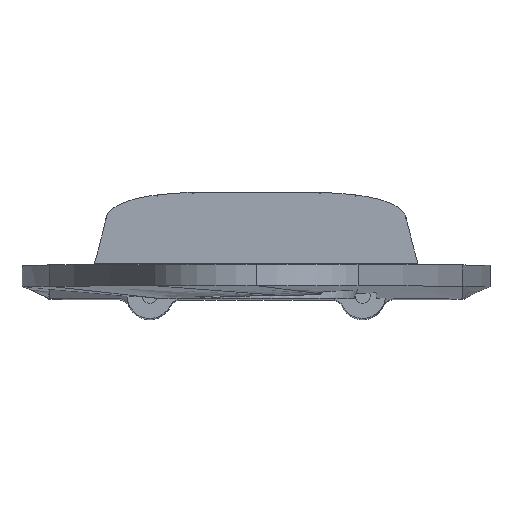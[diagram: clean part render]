
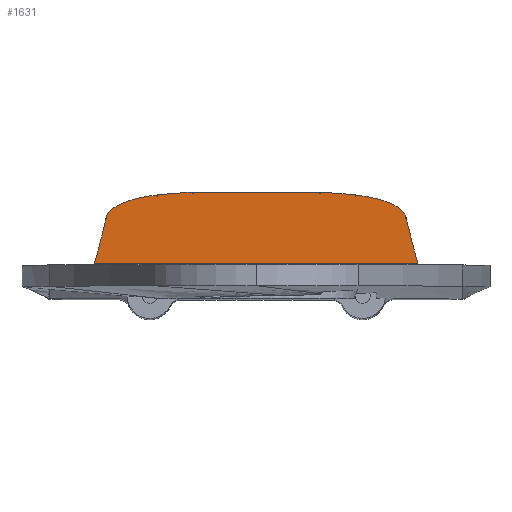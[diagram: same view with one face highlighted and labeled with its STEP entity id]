
A CAD part, top view. The second image highlights one B-rep face of the part: STEP entity #1631.
In plain terms, the highlighted planar face has unit normal (0, 0.951, 0.309).
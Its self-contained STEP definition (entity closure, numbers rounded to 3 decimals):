
#76=ELLIPSE('',#1806,3220.191,3062.584);
#77=ELLIPSE('',#1809,3220.191,3062.584);
#78=ELLIPSE('',#1810,26.889,25.573);
#79=ELLIPSE('',#1811,121.799,115.838);
#80=ELLIPSE('',#1812,121.799,115.838);
#81=ELLIPSE('',#1813,26.889,25.573);
#203=LINE('',#3422,#290);
#204=LINE('',#3431,#291);
#290=VECTOR('',#2144,10.);
#291=VECTOR('',#2153,10.);
#409=FACE_OUTER_BOUND('',#523,.T.);
#523=EDGE_LOOP('',(#1337,#1338,#1339,#1340,#1341,#1342,#1343,#1344));
#786=VERTEX_POINT('',#3387);
#787=VERTEX_POINT('',#3394);
#788=VERTEX_POINT('',#3415);
#789=VERTEX_POINT('',#3424);
#790=VERTEX_POINT('',#3426);
#791=VERTEX_POINT('',#3428);
#792=VERTEX_POINT('',#3430);
#793=VERTEX_POINT('',#3432);
#989=EDGE_CURVE('',#786,#787,#76,.T.);
#993=EDGE_CURVE('',#788,#786,#203,.T.);
#994=EDGE_CURVE('',#789,#788,#77,.T.);
#995=EDGE_CURVE('',#790,#789,#78,.T.);
#996=EDGE_CURVE('',#791,#790,#79,.T.);
#997=EDGE_CURVE('',#791,#792,#204,.T.);
#998=EDGE_CURVE('',#793,#792,#80,.T.);
#999=EDGE_CURVE('',#787,#793,#81,.T.);
#1337=ORIENTED_EDGE('',*,*,#993,.F.);
#1338=ORIENTED_EDGE('',*,*,#994,.F.);
#1339=ORIENTED_EDGE('',*,*,#995,.F.);
#1340=ORIENTED_EDGE('',*,*,#996,.F.);
#1341=ORIENTED_EDGE('',*,*,#997,.T.);
#1342=ORIENTED_EDGE('',*,*,#998,.F.);
#1343=ORIENTED_EDGE('',*,*,#999,.F.);
#1344=ORIENTED_EDGE('',*,*,#989,.F.);
#1568=PLANE('',#1808);
#1631=ADVANCED_FACE('',(#409),#1568,.F.);
#1806=AXIS2_PLACEMENT_3D('',#3395,#2138,#2139);
#1808=AXIS2_PLACEMENT_3D('',#3423,#2145,#2146);
#1809=AXIS2_PLACEMENT_3D('',#3425,#2147,#2148);
#1810=AXIS2_PLACEMENT_3D('',#3427,#2149,#2150);
#1811=AXIS2_PLACEMENT_3D('',#3429,#2151,#2152);
#1812=AXIS2_PLACEMENT_3D('',#3433,#2154,#2155);
#1813=AXIS2_PLACEMENT_3D('',#3434,#2156,#2157);
#2138=DIRECTION('center_axis',(0.,0.951,0.309));
#2139=DIRECTION('ref_axis',(0.,0.309,-0.951));
#2144=DIRECTION('',(-1.,0.,0.));
#2145=DIRECTION('center_axis',(0.,-0.951,-0.309));
#2146=DIRECTION('ref_axis',(0.,-0.309,0.951));
#2147=DIRECTION('center_axis',(0.,0.951,0.309));
#2148=DIRECTION('ref_axis',(0.,0.309,-0.951));
#2149=DIRECTION('center_axis',(0.,-0.951,-0.309));
#2150=DIRECTION('ref_axis',(0.,0.309,-0.951));
#2151=DIRECTION('center_axis',(0.,-0.951,-0.309));
#2152=DIRECTION('ref_axis',(0.,0.309,-0.951));
#2153=DIRECTION('',(-1.,0.,0.));
#2154=DIRECTION('center_axis',(0.,-0.951,-0.309));
#2155=DIRECTION('ref_axis',(0.,0.309,-0.951));
#2156=DIRECTION('center_axis',(0.,-0.951,-0.309));
#2157=DIRECTION('ref_axis',(0.,0.309,-0.951));
#3387=CARTESIAN_POINT('',(-53.608,7.979,-195.33));
#3394=CARTESIAN_POINT('',(-49.662,23.638,-243.522));
#3395=CARTESIAN_POINT('Origin',(-3103.91,97.007,-469.329));
#3415=CARTESIAN_POINT('',(52.825,7.979,-195.33));
#3422=CARTESIAN_POINT('',(37.304,7.979,-195.33));
#3423=CARTESIAN_POINT('Origin',(75.,31.675,-268.26));
#3424=CARTESIAN_POINT('',(48.879,23.638,-243.522));
#3425=CARTESIAN_POINT('Origin',(3103.127,97.007,-469.329));
#3426=CARTESIAN_POINT('',(32.218,30.822,-265.632));
#3427=CARTESIAN_POINT('Origin',(23.376,23.025,-241.637));
#3428=CARTESIAN_POINT('',(21.343,31.675,-268.26));
#3429=CARTESIAN_POINT('Origin',(-0.392,-5.294,-154.479));
#3430=CARTESIAN_POINT('',(-22.126,31.675,-268.26));
#3431=CARTESIAN_POINT('',(75.,31.675,-268.26));
#3432=CARTESIAN_POINT('',(-33.001,30.822,-265.632));
#3433=CARTESIAN_POINT('Origin',(-0.392,-5.294,-154.479));
#3434=CARTESIAN_POINT('Origin',(-24.159,23.025,-241.637));
